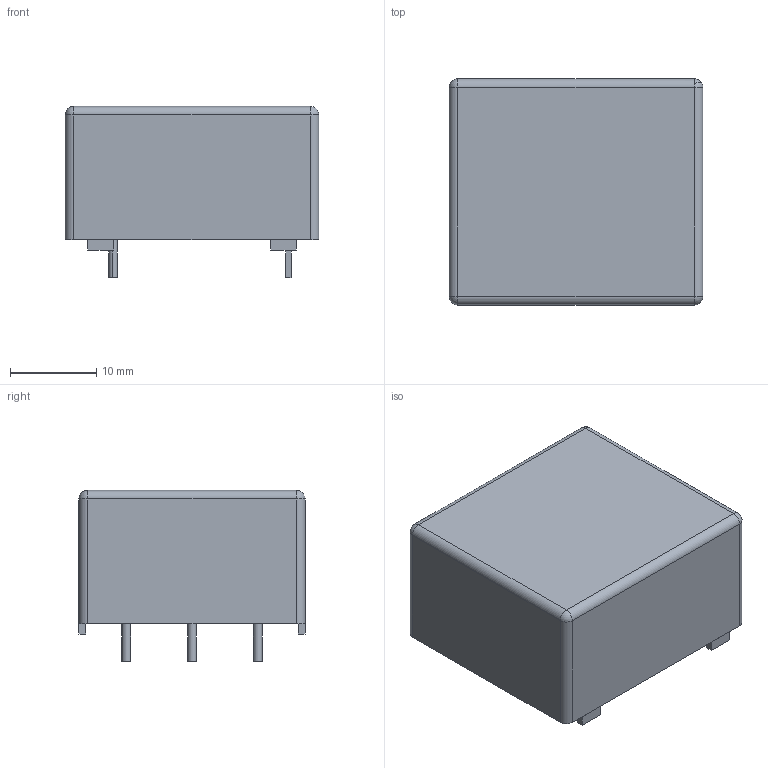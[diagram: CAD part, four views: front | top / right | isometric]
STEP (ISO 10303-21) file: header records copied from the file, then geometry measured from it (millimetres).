
FILE_DESCRIPTION((''),'2;1');
FILE_NAME('SENS_LEM_LV 25-P.stp','2012-08-28T11:27:12',(''),(''),'Mechanical Desktop 2011','Mechanical Desktop 2011',', , ');
FILE_SCHEMA(('AUTOMOTIVE_DESIGN { 1 2 10303 214 1 1 1 1 }'));
Length unit declared in the file: millimetre
Products named in the file (1): Product
Bounding box: 29.4 x 26.2 x 19.85 mm (x, y, z)
Volume: 11889.8 mm3; surface area: 7747.1 mm2
Topology: 11 solids, 11 shells, 78 faces, 156 edges, 99 vertices
Faces by surface type: plane 59, cylinder 14, sphere 5
Entity records: 2031 total; most frequent: DIRECTION 344, CARTESIAN_POINT 332, ORIENTED_EDGE 308, EDGE_CURVE 154, VECTOR 122, LINE 122, AXIS2_PLACEMENT_3D 111, VERTEX_POINT 99
